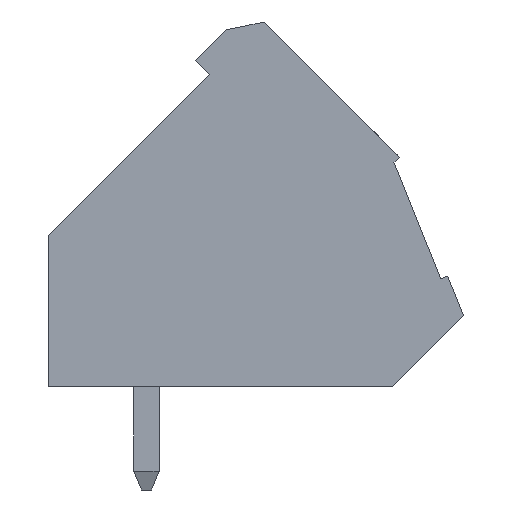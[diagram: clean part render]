
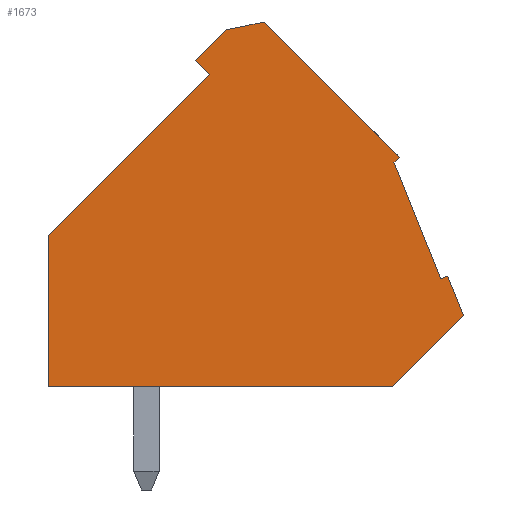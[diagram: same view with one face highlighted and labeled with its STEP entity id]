
A CAD part, left-side view. The second image highlights one B-rep face of the part: STEP entity #1673.
In plain terms, the highlighted planar face has unit normal (-1, 0, 0).
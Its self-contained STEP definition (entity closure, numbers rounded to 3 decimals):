
#1673 = ADVANCED_FACE( '', ( #3506 ), #3507, .F. );
#3506 = FACE_OUTER_BOUND( '', #5536, .T. );
#3507 = PLANE( '', #5537 );
#5536 = EDGE_LOOP( '', ( #10234, #10235, #10236, #10237, #10238, #10239, #10240, #10241, #10242, #10243, #10244, #10245 ) );
#5537 = AXIS2_PLACEMENT_3D( '', #10246, #10247, #10248 );
#10234 = ORIENTED_EDGE( '', *, *, #14672, .F. );
#10235 = ORIENTED_EDGE( '', *, *, #13222, .F. );
#10236 = ORIENTED_EDGE( '', *, *, #14352, .F. );
#10237 = ORIENTED_EDGE( '', *, *, #14673, .F. );
#10238 = ORIENTED_EDGE( '', *, *, #13001, .F. );
#10239 = ORIENTED_EDGE( '', *, *, #14674, .F. );
#10240 = ORIENTED_EDGE( '', *, *, #12802, .F. );
#10241 = ORIENTED_EDGE( '', *, *, #13907, .F. );
#10242 = ORIENTED_EDGE( '', *, *, #14675, .F. );
#10243 = ORIENTED_EDGE( '', *, *, #14119, .F. );
#10244 = ORIENTED_EDGE( '', *, *, #14676, .F. );
#10245 = ORIENTED_EDGE( '', *, *, #14462, .F. );
#10246 = CARTESIAN_POINT( '', ( -38.8, 0., 0. ) );
#10247 = DIRECTION( '', ( 1., 0., 0. ) );
#10248 = DIRECTION( '', ( 0., 0., -1. ) );
#12802 = EDGE_CURVE( '', #15444, #15440, #15446, .T. );
#13001 = EDGE_CURVE( '', #15802, #15803, #15804, .T. );
#13222 = EDGE_CURVE( '', #16189, #16190, #16191, .T. );
#13907 = EDGE_CURVE( '', #17294, #15444, #17295, .T. );
#14119 = EDGE_CURVE( '', #17613, #17614, #17615, .T. );
#14352 = EDGE_CURVE( '', #17944, #16189, #17945, .T. );
#14462 = EDGE_CURVE( '', #18100, #18102, #18103, .T. );
#14672 = EDGE_CURVE( '', #16190, #18100, #18374, .T. );
#14673 = EDGE_CURVE( '', #15803, #17944, #18375, .T. );
#14674 = EDGE_CURVE( '', #15440, #15802, #18376, .T. );
#14675 = EDGE_CURVE( '', #17614, #17294, #18377, .T. );
#14676 = EDGE_CURVE( '', #18102, #17613, #18378, .T. );
#15440 = VERTEX_POINT( '', #19321 );
#15444 = VERTEX_POINT( '', #19327 );
#15446 = LINE( '', #19330, #19331 );
#15802 = VERTEX_POINT( '', #19830 );
#15803 = VERTEX_POINT( '', #19831 );
#15804 = LINE( '', #19832, #19833 );
#16189 = VERTEX_POINT( '', #20412 );
#16190 = VERTEX_POINT( '', #20413 );
#16191 = LINE( '', #20414, #20415 );
#17294 = VERTEX_POINT( '', #22055 );
#17295 = LINE( '', #22056, #22057 );
#17613 = VERTEX_POINT( '', #22536 );
#17614 = VERTEX_POINT( '', #22537 );
#17615 = LINE( '', #22538, #22539 );
#17944 = VERTEX_POINT( '', #23046 );
#17945 = LINE( '', #23047, #23048 );
#18100 = VERTEX_POINT( '', #23278 );
#18102 = VERTEX_POINT( '', #23281 );
#18103 = LINE( '', #23282, #23283 );
#18374 = LINE( '', #23703, #23704 );
#18375 = LINE( '', #23705, #23706 );
#18376 = LINE( '', #23707, #23708 );
#18377 = LINE( '', #23709, #23710 );
#18378 = LINE( '', #23711, #23712 );
#19321 = CARTESIAN_POINT( '', ( -38.8, -1.735, 11.5 ) );
#19327 = CARTESIAN_POINT( '', ( -38.8, -0.215, 11.182 ) );
#19330 = CARTESIAN_POINT( '', ( -38.8, -0.215, 11.182 ) );
#19331 = VECTOR( '', #24697, 1000. );
#19830 = CARTESIAN_POINT( '', ( -38.8, -7.109, 6.126 ) );
#19831 = CARTESIAN_POINT( '', ( -38.8, -6.897, 5.914 ) );
#19832 = CARTESIAN_POINT( '', ( -38.8, -7.109, 6.126 ) );
#19833 = VECTOR( '', #24928, 1000. );
#20412 = CARTESIAN_POINT( '', ( -38.8, -9.031, 1.406 ) );
#20413 = CARTESIAN_POINT( '', ( -38.8, -9.664, -0.172 ) );
#20414 = CARTESIAN_POINT( '', ( -38.8, -9.031, 1.406 ) );
#20415 = VECTOR( '', #25135, 1000. );
#22055 = CARTESIAN_POINT( '', ( -38.8, 0.987, 9.98 ) );
#22056 = CARTESIAN_POINT( '', ( -38.8, 0.987, 9.98 ) );
#22057 = VECTOR( '', #25784, 1000. );
#22536 = CARTESIAN_POINT( '', ( -38.8, 6.836, 3. ) );
#22537 = CARTESIAN_POINT( '', ( -38.8, 0.422, 9.414 ) );
#22538 = CARTESIAN_POINT( '', ( -38.8, 6.836, 3. ) );
#22539 = VECTOR( '', #25985, 1000. );
#23046 = CARTESIAN_POINT( '', ( -38.8, -8.752, 1.294 ) );
#23047 = CARTESIAN_POINT( '', ( -38.8, -8.752, 1.294 ) );
#23048 = VECTOR( '', #26203, 1000. );
#23278 = CARTESIAN_POINT( '', ( -38.8, -6.836, -3. ) );
#23281 = CARTESIAN_POINT( '', ( -38.8, 6.836, -3. ) );
#23282 = CARTESIAN_POINT( '', ( -38.8, -6.836, -3. ) );
#23283 = VECTOR( '', #26301, 1000. );
#23703 = CARTESIAN_POINT( '', ( -38.8, -9.664, -0.172 ) );
#23704 = VECTOR( '', #26472, 1000. );
#23705 = CARTESIAN_POINT( '', ( -38.8, -6.897, 5.914 ) );
#23706 = VECTOR( '', #26473, 1000. );
#23707 = CARTESIAN_POINT( '', ( -38.8, -1.735, 11.5 ) );
#23708 = VECTOR( '', #26474, 1000. );
#23709 = CARTESIAN_POINT( '', ( -38.8, 0.422, 9.414 ) );
#23710 = VECTOR( '', #26475, 1000. );
#23711 = CARTESIAN_POINT( '', ( -38.8, 6.836, -3. ) );
#23712 = VECTOR( '', #26476, 1000. );
#24697 = DIRECTION( '', ( 0., -0.979, 0.205 ) );
#24928 = DIRECTION( '', ( 0., 0.707, -0.707 ) );
#25135 = DIRECTION( '', ( 0., -0.373, -0.928 ) );
#25784 = DIRECTION( '', ( 0., -0.707, 0.707 ) );
#25985 = DIRECTION( '', ( 0., -0.707, 0.707 ) );
#26203 = DIRECTION( '', ( 0., -0.928, 0.373 ) );
#26301 = DIRECTION( '', ( 0., 1., 0. ) );
#26472 = DIRECTION( '', ( 0., 0.707, -0.707 ) );
#26473 = DIRECTION( '', ( 0., -0.373, -0.928 ) );
#26474 = DIRECTION( '', ( 0., -0.707, -0.707 ) );
#26475 = DIRECTION( '', ( 0., 0.707, 0.707 ) );
#26476 = DIRECTION( '', ( 0., 0., 1. ) );
